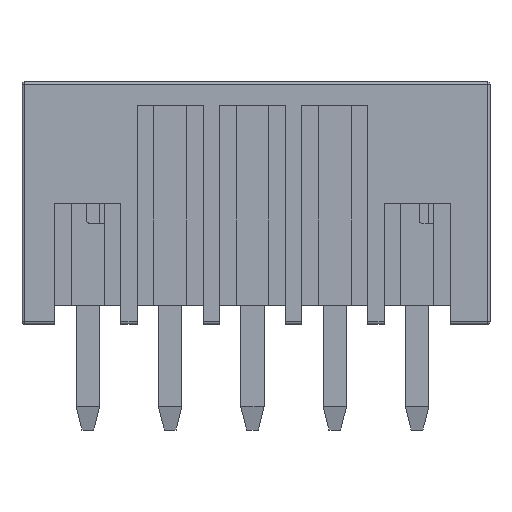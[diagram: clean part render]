
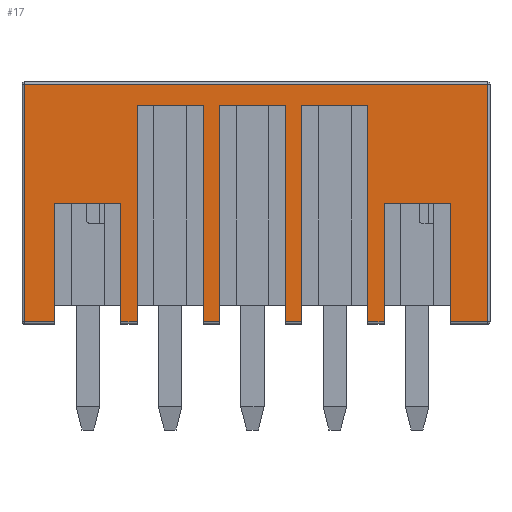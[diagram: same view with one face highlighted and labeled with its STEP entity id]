
A CAD part, front view. The second image highlights one B-rep face of the part: STEP entity #17.
In plain terms, the highlighted planar face has unit normal (0, -1, 0).
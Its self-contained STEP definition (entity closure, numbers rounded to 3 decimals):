
#17 = ADVANCED_FACE('',(#18),#212,.F.);
#18 = FACE_BOUND('',#19,.F.);
#19 = EDGE_LOOP('',(#20,#30,#38,#46,#54,#62,#70,#78,#86,#94,#102,#110,
#118,#126,#134,#142,#150,#158,#166,#174,#182,#190,#198,#206));
#20 = ORIENTED_EDGE('',*,*,#21,.F.);
#21 = EDGE_CURVE('',#22,#24,#26,.T.);
#22 = VERTEX_POINT('',#23);
#23 = CARTESIAN_POINT('',(-2.7,-4.35,0.1));
#24 = VERTEX_POINT('',#25);
#25 = CARTESIAN_POINT('',(-1.4,-4.35,0.1));
#26 = LINE('',#27,#28);
#27 = CARTESIAN_POINT('',(-2.8,-4.35,0.1));
#28 = VECTOR('',#29,1.);
#29 = DIRECTION('',(1.,0.,0.));
#30 = ORIENTED_EDGE('',*,*,#31,.T.);
#31 = EDGE_CURVE('',#22,#32,#34,.T.);
#32 = VERTEX_POINT('',#33);
#33 = CARTESIAN_POINT('',(-2.7,-4.35,10.2));
#34 = LINE('',#35,#36);
#35 = CARTESIAN_POINT('',(-2.7,-4.35,0.));
#36 = VECTOR('',#37,1.);
#37 = DIRECTION('',(0.,0.,1.));
#38 = ORIENTED_EDGE('',*,*,#39,.T.);
#39 = EDGE_CURVE('',#32,#40,#42,.T.);
#40 = VERTEX_POINT('',#41);
#41 = CARTESIAN_POINT('',(17.,-4.35,10.2));
#42 = LINE('',#43,#44);
#43 = CARTESIAN_POINT('',(-2.8,-4.35,10.2));
#44 = VECTOR('',#45,1.);
#45 = DIRECTION('',(1.,0.,0.));
#46 = ORIENTED_EDGE('',*,*,#47,.F.);
#47 = EDGE_CURVE('',#48,#40,#50,.T.);
#48 = VERTEX_POINT('',#49);
#49 = CARTESIAN_POINT('',(17.,-4.35,0.1));
#50 = LINE('',#51,#52);
#51 = CARTESIAN_POINT('',(17.,-4.35,0.));
#52 = VECTOR('',#53,1.);
#53 = DIRECTION('',(0.,0.,1.));
#54 = ORIENTED_EDGE('',*,*,#55,.F.);
#55 = EDGE_CURVE('',#56,#48,#58,.T.);
#56 = VERTEX_POINT('',#57);
#57 = CARTESIAN_POINT('',(15.4,-4.35,0.1));
#58 = LINE('',#59,#60);
#59 = CARTESIAN_POINT('',(-2.8,-4.35,0.1));
#60 = VECTOR('',#61,1.);
#61 = DIRECTION('',(1.,0.,0.));
#62 = ORIENTED_EDGE('',*,*,#63,.F.);
#63 = EDGE_CURVE('',#64,#56,#66,.T.);
#64 = VERTEX_POINT('',#65);
#65 = CARTESIAN_POINT('',(15.4,-4.35,5.15));
#66 = LINE('',#67,#68);
#67 = CARTESIAN_POINT('',(15.4,-4.35,-4.65));
#68 = VECTOR('',#69,1.);
#69 = DIRECTION('',(0.,0.,-1.));
#70 = ORIENTED_EDGE('',*,*,#71,.T.);
#71 = EDGE_CURVE('',#64,#72,#74,.T.);
#72 = VERTEX_POINT('',#73);
#73 = CARTESIAN_POINT('',(12.6,-4.35,5.15));
#74 = LINE('',#75,#76);
#75 = CARTESIAN_POINT('',(5.6,-4.35,5.15));
#76 = VECTOR('',#77,1.);
#77 = DIRECTION('',(-1.,0.,0.));
#78 = ORIENTED_EDGE('',*,*,#79,.F.);
#79 = EDGE_CURVE('',#80,#72,#82,.T.);
#80 = VERTEX_POINT('',#81);
#81 = CARTESIAN_POINT('',(12.6,-4.35,0.1));
#82 = LINE('',#83,#84);
#83 = CARTESIAN_POINT('',(12.6,-4.35,4.65));
#84 = VECTOR('',#85,1.);
#85 = DIRECTION('',(0.,0.,1.));
#86 = ORIENTED_EDGE('',*,*,#87,.F.);
#87 = EDGE_CURVE('',#88,#80,#90,.T.);
#88 = VERTEX_POINT('',#89);
#89 = CARTESIAN_POINT('',(11.9,-4.35,0.1));
#90 = LINE('',#91,#92);
#91 = CARTESIAN_POINT('',(-2.8,-4.35,0.1));
#92 = VECTOR('',#93,1.);
#93 = DIRECTION('',(1.,0.,0.));
#94 = ORIENTED_EDGE('',*,*,#95,.F.);
#95 = EDGE_CURVE('',#96,#88,#98,.T.);
#96 = VERTEX_POINT('',#97);
#97 = CARTESIAN_POINT('',(11.9,-4.35,9.3));
#98 = LINE('',#99,#100);
#99 = CARTESIAN_POINT('',(11.9,-4.35,-4.65));
#100 = VECTOR('',#101,1.);
#101 = DIRECTION('',(0.,0.,-1.));
#102 = ORIENTED_EDGE('',*,*,#103,.F.);
#103 = EDGE_CURVE('',#104,#96,#106,.T.);
#104 = VERTEX_POINT('',#105);
#105 = CARTESIAN_POINT('',(9.1,-4.35,9.3));
#106 = LINE('',#107,#108);
#107 = CARTESIAN_POINT('',(3.85,-4.35,9.3));
#108 = VECTOR('',#109,1.);
#109 = DIRECTION('',(1.,0.,0.));
#110 = ORIENTED_EDGE('',*,*,#111,.F.);
#111 = EDGE_CURVE('',#112,#104,#114,.T.);
#112 = VERTEX_POINT('',#113);
#113 = CARTESIAN_POINT('',(9.1,-4.35,0.1));
#114 = LINE('',#115,#116);
#115 = CARTESIAN_POINT('',(9.1,-4.35,4.65));
#116 = VECTOR('',#117,1.);
#117 = DIRECTION('',(0.,0.,1.));
#118 = ORIENTED_EDGE('',*,*,#119,.F.);
#119 = EDGE_CURVE('',#120,#112,#122,.T.);
#120 = VERTEX_POINT('',#121);
#121 = CARTESIAN_POINT('',(8.4,-4.35,0.1));
#122 = LINE('',#123,#124);
#123 = CARTESIAN_POINT('',(-2.8,-4.35,0.1));
#124 = VECTOR('',#125,1.);
#125 = DIRECTION('',(1.,0.,0.));
#126 = ORIENTED_EDGE('',*,*,#127,.F.);
#127 = EDGE_CURVE('',#128,#120,#130,.T.);
#128 = VERTEX_POINT('',#129);
#129 = CARTESIAN_POINT('',(8.4,-4.35,9.3));
#130 = LINE('',#131,#132);
#131 = CARTESIAN_POINT('',(8.4,-4.35,-4.65));
#132 = VECTOR('',#133,1.);
#133 = DIRECTION('',(0.,0.,-1.));
#134 = ORIENTED_EDGE('',*,*,#135,.F.);
#135 = EDGE_CURVE('',#136,#128,#138,.T.);
#136 = VERTEX_POINT('',#137);
#137 = CARTESIAN_POINT('',(5.6,-4.35,9.3));
#138 = LINE('',#139,#140);
#139 = CARTESIAN_POINT('',(2.1,-4.35,9.3));
#140 = VECTOR('',#141,1.);
#141 = DIRECTION('',(1.,0.,0.));
#142 = ORIENTED_EDGE('',*,*,#143,.F.);
#143 = EDGE_CURVE('',#144,#136,#146,.T.);
#144 = VERTEX_POINT('',#145);
#145 = CARTESIAN_POINT('',(5.6,-4.35,0.1));
#146 = LINE('',#147,#148);
#147 = CARTESIAN_POINT('',(5.6,-4.35,4.65));
#148 = VECTOR('',#149,1.);
#149 = DIRECTION('',(0.,0.,1.));
#150 = ORIENTED_EDGE('',*,*,#151,.F.);
#151 = EDGE_CURVE('',#152,#144,#154,.T.);
#152 = VERTEX_POINT('',#153);
#153 = CARTESIAN_POINT('',(4.9,-4.35,0.1));
#154 = LINE('',#155,#156);
#155 = CARTESIAN_POINT('',(-2.8,-4.35,0.1));
#156 = VECTOR('',#157,1.);
#157 = DIRECTION('',(1.,0.,0.));
#158 = ORIENTED_EDGE('',*,*,#159,.F.);
#159 = EDGE_CURVE('',#160,#152,#162,.T.);
#160 = VERTEX_POINT('',#161);
#161 = CARTESIAN_POINT('',(4.9,-4.35,9.3));
#162 = LINE('',#163,#164);
#163 = CARTESIAN_POINT('',(4.9,-4.35,-4.65));
#164 = VECTOR('',#165,1.);
#165 = DIRECTION('',(0.,0.,-1.));
#166 = ORIENTED_EDGE('',*,*,#167,.F.);
#167 = EDGE_CURVE('',#168,#160,#170,.T.);
#168 = VERTEX_POINT('',#169);
#169 = CARTESIAN_POINT('',(2.1,-4.35,9.3));
#170 = LINE('',#171,#172);
#171 = CARTESIAN_POINT('',(0.35,-4.35,9.3));
#172 = VECTOR('',#173,1.);
#173 = DIRECTION('',(1.,0.,0.));
#174 = ORIENTED_EDGE('',*,*,#175,.F.);
#175 = EDGE_CURVE('',#176,#168,#178,.T.);
#176 = VERTEX_POINT('',#177);
#177 = CARTESIAN_POINT('',(2.1,-4.35,0.1));
#178 = LINE('',#179,#180);
#179 = CARTESIAN_POINT('',(2.1,-4.35,4.65));
#180 = VECTOR('',#181,1.);
#181 = DIRECTION('',(0.,0.,1.));
#182 = ORIENTED_EDGE('',*,*,#183,.F.);
#183 = EDGE_CURVE('',#184,#176,#186,.T.);
#184 = VERTEX_POINT('',#185);
#185 = CARTESIAN_POINT('',(1.4,-4.35,0.1));
#186 = LINE('',#187,#188);
#187 = CARTESIAN_POINT('',(-2.8,-4.35,0.1));
#188 = VECTOR('',#189,1.);
#189 = DIRECTION('',(1.,0.,0.));
#190 = ORIENTED_EDGE('',*,*,#191,.F.);
#191 = EDGE_CURVE('',#192,#184,#194,.T.);
#192 = VERTEX_POINT('',#193);
#193 = CARTESIAN_POINT('',(1.4,-4.35,5.15));
#194 = LINE('',#195,#196);
#195 = CARTESIAN_POINT('',(1.4,-4.35,-4.65));
#196 = VECTOR('',#197,1.);
#197 = DIRECTION('',(0.,0.,-1.));
#198 = ORIENTED_EDGE('',*,*,#199,.F.);
#199 = EDGE_CURVE('',#200,#192,#202,.T.);
#200 = VERTEX_POINT('',#201);
#201 = CARTESIAN_POINT('',(-1.4,-4.35,5.15));
#202 = LINE('',#203,#204);
#203 = CARTESIAN_POINT('',(-1.4,-4.35,5.15));
#204 = VECTOR('',#205,1.);
#205 = DIRECTION('',(1.,0.,0.));
#206 = ORIENTED_EDGE('',*,*,#207,.F.);
#207 = EDGE_CURVE('',#24,#200,#208,.T.);
#208 = LINE('',#209,#210);
#209 = CARTESIAN_POINT('',(-1.4,-4.35,4.65));
#210 = VECTOR('',#211,1.);
#211 = DIRECTION('',(0.,0.,1.));
#212 = PLANE('',#213);
#213 = AXIS2_PLACEMENT_3D('',#214,#215,#216);
#214 = CARTESIAN_POINT('',(-2.8,-4.35,0.));
#215 = DIRECTION('',(0.,1.,0.));
#216 = DIRECTION('',(1.,0.,0.));
